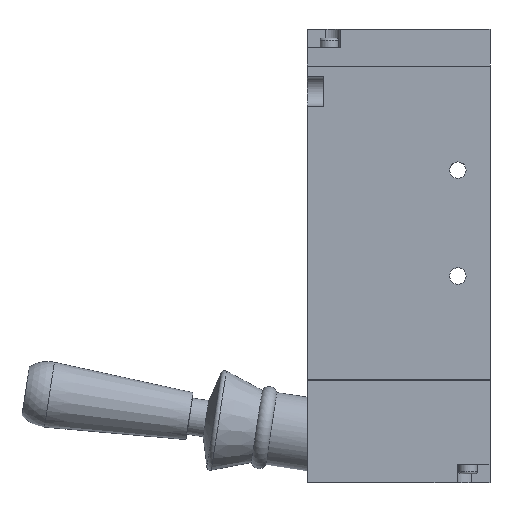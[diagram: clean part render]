
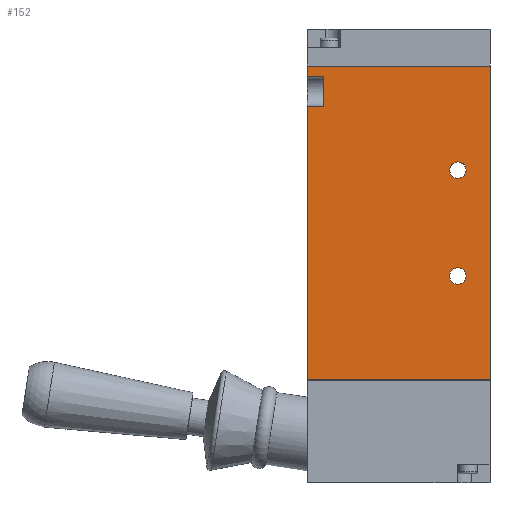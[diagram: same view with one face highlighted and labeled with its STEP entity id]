
A CAD part, left-side view. The second image highlights one B-rep face of the part: STEP entity #152.
In plain terms, the highlighted planar face has unit normal (-1, 0, 0).
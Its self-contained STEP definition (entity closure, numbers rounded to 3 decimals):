
#152 = ADVANCED_FACE( '', ( #400, #401, #402 ), #403, .T. );
#400 = FACE_OUTER_BOUND( '', #743, .T. );
#401 = FACE_BOUND( '', #744, .T. );
#402 = FACE_BOUND( '', #745, .T. );
#403 = PLANE( '', #746 );
#743 = EDGE_LOOP( '', ( #1503, #1504, #1505, #1506, #1507, #1508, #1509, #1510 ) );
#744 = EDGE_LOOP( '', ( #1511 ) );
#745 = EDGE_LOOP( '', ( #1512 ) );
#746 = AXIS2_PLACEMENT_3D( '', #1513, #1514, #1515 );
#1503 = ORIENTED_EDGE( '', *, *, #2182, .F. );
#1504 = ORIENTED_EDGE( '', *, *, #2183, .F. );
#1505 = ORIENTED_EDGE( '', *, *, #2184, .T. );
#1506 = ORIENTED_EDGE( '', *, *, #2185, .F. );
#1507 = ORIENTED_EDGE( '', *, *, #2023, .T. );
#1508 = ORIENTED_EDGE( '', *, *, #2181, .T. );
#1509 = ORIENTED_EDGE( '', *, *, #2052, .F. );
#1510 = ORIENTED_EDGE( '', *, *, #2186, .F. );
#1511 = ORIENTED_EDGE( '', *, *, #2187, .T. );
#1512 = ORIENTED_EDGE( '', *, *, #1996, .T. );
#1513 = CARTESIAN_POINT( '', ( -15., 25., -10. ) );
#1514 = DIRECTION( '', ( -1., 0., 0. ) );
#1515 = DIRECTION( '', ( 0., -1., 0. ) );
#1996 = EDGE_CURVE( '', #2335, #2335, #2336, .T. );
#2023 = EDGE_CURVE( '', #2383, #2384, #2385, .T. );
#2052 = EDGE_CURVE( '', #2434, #2435, #2436, .T. );
#2181 = EDGE_CURVE( '', #2384, #2435, #2649, .T. );
#2182 = EDGE_CURVE( '', #2650, #2651, #2652, .T. );
#2183 = EDGE_CURVE( '', #2653, #2650, #2654, .T. );
#2184 = EDGE_CURVE( '', #2653, #2655, #2656, .T. );
#2185 = EDGE_CURVE( '', #2383, #2655, #2657, .T. );
#2186 = EDGE_CURVE( '', #2651, #2434, #2658, .T. );
#2187 = EDGE_CURVE( '', #2659, #2659, #2660, .T. );
#2335 = VERTEX_POINT( '', #2951 );
#2336 = CIRCLE( '', #2952, 2.25 );
#2383 = VERTEX_POINT( '', #3018 );
#2384 = VERTEX_POINT( '', #3019 );
#2385 = LINE( '', #3020, #3021 );
#2434 = VERTEX_POINT( '', #3092 );
#2435 = VERTEX_POINT( '', #3093 );
#2436 = LINE( '', #3094, #3095 );
#2649 = LINE( '', #3426, #3427 );
#2650 = VERTEX_POINT( '', #3428 );
#2651 = VERTEX_POINT( '', #3429 );
#2652 = LINE( '', #3430, #3431 );
#2653 = VERTEX_POINT( '', #3432 );
#2654 = LINE( '', #3433, #3434 );
#2655 = VERTEX_POINT( '', #3435 );
#2656 = LINE( '', #3436, #3437 );
#2657 = LINE( '', #3438, #3439 );
#2658 = LINE( '', #3440, #3441 );
#2659 = VERTEX_POINT( '', #3442 );
#2660 = CIRCLE( '', #3443, 2.25 );
#2951 = CARTESIAN_POINT( '', ( -15., -16.2, -40.75 ) );
#2952 = AXIS2_PLACEMENT_3D( '', #3759, #3760, #3761 );
#3018 = CARTESIAN_POINT( '', ( -15., 25., -95.9 ) );
#3019 = CARTESIAN_POINT( '', ( -15., -25., -95.9 ) );
#3020 = CARTESIAN_POINT( '', ( -15., 25., -95.9 ) );
#3021 = VECTOR( '', #3802, 1000. );
#3092 = CARTESIAN_POINT( '', ( -15., 25., -10.1 ) );
#3093 = CARTESIAN_POINT( '', ( -15., -25., -10.1 ) );
#3094 = CARTESIAN_POINT( '', ( -15., 25., -10.1 ) );
#3095 = VECTOR( '', #3843, 1000. );
#3426 = CARTESIAN_POINT( '', ( -15., -25., -10. ) );
#3427 = VECTOR( '', #3992, 1000. );
#3428 = CARTESIAN_POINT( '', ( -15., 20.5, -13. ) );
#3429 = CARTESIAN_POINT( '', ( -15., 25., -13. ) );
#3430 = CARTESIAN_POINT( '', ( -15., 20.5, -13. ) );
#3431 = VECTOR( '', #3993, 1000. );
#3432 = CARTESIAN_POINT( '', ( -15., 20.5, -21. ) );
#3433 = CARTESIAN_POINT( '', ( -15., 20.5, -21. ) );
#3434 = VECTOR( '', #3994, 1000. );
#3435 = CARTESIAN_POINT( '', ( -15., 25., -21. ) );
#3436 = CARTESIAN_POINT( '', ( -15., 20.5, -21. ) );
#3437 = VECTOR( '', #3995, 1000. );
#3438 = CARTESIAN_POINT( '', ( -15., 25., -10. ) );
#3439 = VECTOR( '', #3996, 1000. );
#3440 = CARTESIAN_POINT( '', ( -15., 25., -10. ) );
#3441 = VECTOR( '', #3997, 1000. );
#3442 = CARTESIAN_POINT( '', ( -15., -16.2, -69.75 ) );
#3443 = AXIS2_PLACEMENT_3D( '', #3998, #3999, #4000 );
#3759 = CARTESIAN_POINT( '', ( -15., -16.2, -38.5 ) );
#3760 = DIRECTION( '', ( 1., 0., 0. ) );
#3761 = DIRECTION( '', ( 0., 0., -1. ) );
#3802 = DIRECTION( '', ( 0., -1., 0. ) );
#3843 = DIRECTION( '', ( 0., -1., 0. ) );
#3992 = DIRECTION( '', ( 0., 0., 1. ) );
#3993 = DIRECTION( '', ( 0., 1., 0. ) );
#3994 = DIRECTION( '', ( 0., 0., 1. ) );
#3995 = DIRECTION( '', ( 0., 1., 0. ) );
#3996 = DIRECTION( '', ( 0., 0., 1. ) );
#3997 = DIRECTION( '', ( 0., 0., 1. ) );
#3998 = CARTESIAN_POINT( '', ( -15., -16.2, -67.5 ) );
#3999 = DIRECTION( '', ( 1., 0., 0. ) );
#4000 = DIRECTION( '', ( 0., 0., -1. ) );
